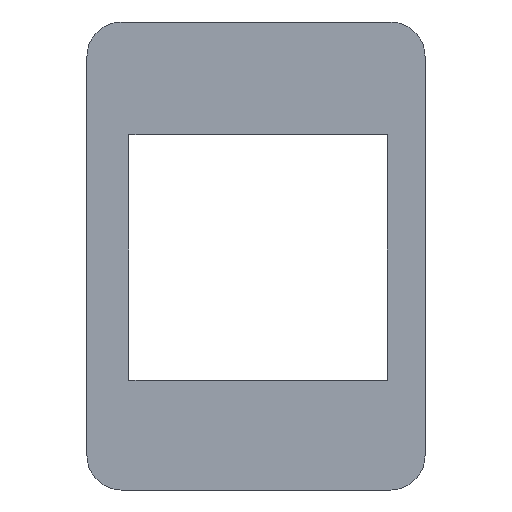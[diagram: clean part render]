
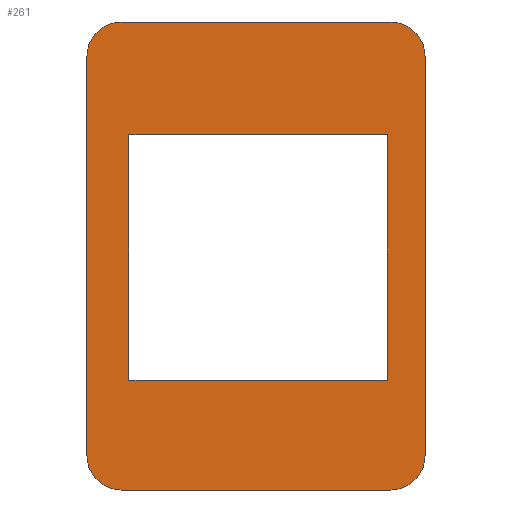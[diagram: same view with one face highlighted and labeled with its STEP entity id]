
A CAD part, left-side view. The second image highlights one B-rep face of the part: STEP entity #261.
In plain terms, the highlighted planar face has unit normal (-1, 0, 0).
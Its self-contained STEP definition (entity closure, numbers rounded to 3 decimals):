
#28=DIRECTION('',(0.,0.,-1.));
#29=VECTOR('',#28,17.22);
#30=CARTESIAN_POINT('',(-33.555,-9.051,65.896));
#31=LINE('',#30,#29);
#32=DIRECTION('',(0.,-1.,0.));
#33=VECTOR('',#32,18.103);
#34=CARTESIAN_POINT('',(-33.555,9.051,65.896));
#35=LINE('',#34,#33);
#36=DIRECTION('',(0.,0.,1.));
#37=VECTOR('',#36,17.22);
#38=CARTESIAN_POINT('',(-33.555,9.051,48.676));
#39=LINE('',#38,#37);
#40=DIRECTION('',(0.,1.,0.));
#41=VECTOR('',#40,18.103);
#42=CARTESIAN_POINT('',(-33.555,-9.051,48.676));
#43=LINE('',#42,#41);
#44=CARTESIAN_POINT('',(-33.555,-9.3,71.392));
#45=DIRECTION('',(-1.,0.,0.));
#46=DIRECTION('',(0.,-1.,0.));
#47=AXIS2_PLACEMENT_3D('',#44,#45,#46);
#49=CARTESIAN_POINT('',(-33.555,-9.3,43.392));
#50=DIRECTION('',(-1.,0.,0.));
#51=DIRECTION('',(0.,0.,-1.));
#52=AXIS2_PLACEMENT_3D('',#49,#50,#51);
#54=CARTESIAN_POINT('',(-33.555,9.6,43.392));
#55=DIRECTION('',(-1.,0.,0.));
#56=DIRECTION('',(0.,1.,0.));
#57=AXIS2_PLACEMENT_3D('',#54,#55,#56);
#59=CARTESIAN_POINT('',(-33.555,9.6,71.392));
#60=DIRECTION('',(-1.,0.,0.));
#61=DIRECTION('',(0.,0.,1.));
#62=AXIS2_PLACEMENT_3D('',#59,#60,#61);
#124=DIRECTION('',(0.,1.,0.));
#125=VECTOR('',#124,18.9);
#126=CARTESIAN_POINT('',(-33.555,-9.3,73.792));
#127=LINE('',#126,#125);
#140=DIRECTION('',(0.,0.,-1.));
#141=VECTOR('',#140,28.);
#142=CARTESIAN_POINT('',(-33.555,12.,71.392));
#143=LINE('',#142,#141);
#164=DIRECTION('',(0.,-1.,0.));
#165=VECTOR('',#164,18.9);
#166=CARTESIAN_POINT('',(-33.555,9.6,40.992));
#167=LINE('',#166,#165);
#176=DIRECTION('',(0.,0.,1.));
#177=VECTOR('',#176,28.);
#178=CARTESIAN_POINT('',(-33.555,-11.7,43.392));
#179=LINE('',#178,#177);
#181=CARTESIAN_POINT('',(-33.555,-9.051,48.676));
#183=VERTEX_POINT('',#181);
#185=CARTESIAN_POINT('',(-33.555,9.051,48.676));
#187=VERTEX_POINT('',#185);
#189=CARTESIAN_POINT('',(-33.555,-9.051,65.896));
#191=VERTEX_POINT('',#189);
#193=CARTESIAN_POINT('',(-33.555,9.051,65.896));
#195=VERTEX_POINT('',#193);
#196=CARTESIAN_POINT('',(-33.555,-11.7,71.392));
#197=CARTESIAN_POINT('',(-33.555,-9.3,73.792));
#198=VERTEX_POINT('',#196);
#199=VERTEX_POINT('',#197);
#204=CARTESIAN_POINT('',(-33.555,9.6,73.792));
#205=CARTESIAN_POINT('',(-33.555,12.,71.392));
#206=VERTEX_POINT('',#204);
#207=VERTEX_POINT('',#205);
#212=CARTESIAN_POINT('',(-33.555,-9.3,40.992));
#213=CARTESIAN_POINT('',(-33.555,-11.7,43.392));
#214=VERTEX_POINT('',#212);
#215=VERTEX_POINT('',#213);
#220=CARTESIAN_POINT('',(-33.555,12.,43.392));
#221=CARTESIAN_POINT('',(-33.555,9.6,40.992));
#222=VERTEX_POINT('',#220);
#223=VERTEX_POINT('',#221);
#228=CARTESIAN_POINT('',(-33.555,0.,-3.698));
#229=DIRECTION('',(1.,0.,0.));
#230=DIRECTION('',(0.,0.,1.));
#231=AXIS2_PLACEMENT_3D('',#228,#229,#230);
#232=PLANE('',#231);
#234=ORIENTED_EDGE('',*,*,#233,.F.);
#236=ORIENTED_EDGE('',*,*,#235,.F.);
#238=ORIENTED_EDGE('',*,*,#237,.F.);
#240=ORIENTED_EDGE('',*,*,#239,.F.);
#242=ORIENTED_EDGE('',*,*,#241,.F.);
#244=ORIENTED_EDGE('',*,*,#243,.F.);
#246=ORIENTED_EDGE('',*,*,#245,.F.);
#248=ORIENTED_EDGE('',*,*,#247,.F.);
#249=EDGE_LOOP('',(#234,#236,#238,#240,#242,#244,#246,#248));
#250=FACE_OUTER_BOUND('',#249,.F.);
#252=ORIENTED_EDGE('',*,*,#251,.F.);
#254=ORIENTED_EDGE('',*,*,#253,.F.);
#256=ORIENTED_EDGE('',*,*,#255,.F.);
#258=ORIENTED_EDGE('',*,*,#257,.F.);
#259=EDGE_LOOP('',(#252,#254,#256,#258));
#260=FACE_BOUND('',#259,.F.);
#48=CIRCLE('',#47,2.4);
#53=CIRCLE('',#52,2.4);
#58=CIRCLE('',#57,2.4);
#63=CIRCLE('',#62,2.4);
#233=EDGE_CURVE('',#198,#199,#48,.T.);
#235=EDGE_CURVE('',#215,#198,#179,.T.);
#237=EDGE_CURVE('',#214,#215,#53,.T.);
#239=EDGE_CURVE('',#223,#214,#167,.T.);
#241=EDGE_CURVE('',#222,#223,#58,.T.);
#243=EDGE_CURVE('',#207,#222,#143,.T.);
#245=EDGE_CURVE('',#206,#207,#63,.T.);
#247=EDGE_CURVE('',#199,#206,#127,.T.);
#251=EDGE_CURVE('',#191,#183,#31,.T.);
#253=EDGE_CURVE('',#195,#191,#35,.T.);
#255=EDGE_CURVE('',#187,#195,#39,.T.);
#257=EDGE_CURVE('',#183,#187,#43,.T.);
#261=ADVANCED_FACE('',(#250,#260),#232,.F.);
